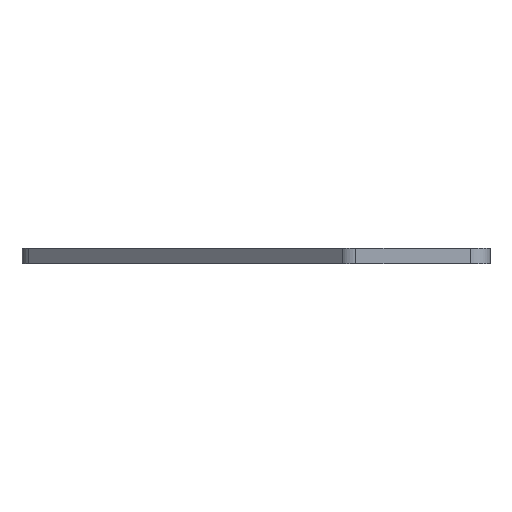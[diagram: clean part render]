
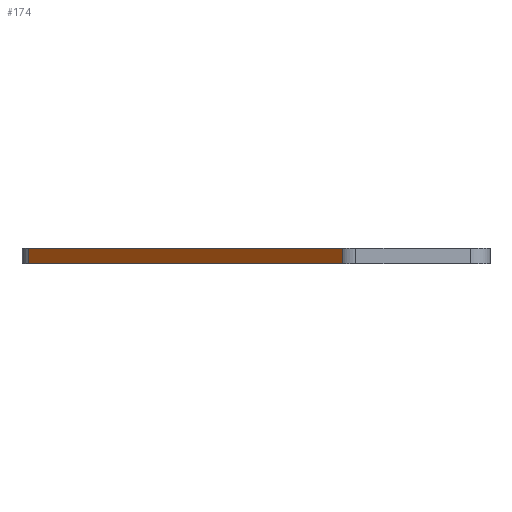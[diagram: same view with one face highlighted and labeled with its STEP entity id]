
A CAD part, left-side view. The second image highlights one B-rep face of the part: STEP entity #174.
In plain terms, the highlighted planar face has unit normal (-0.724, 0.69, 0).
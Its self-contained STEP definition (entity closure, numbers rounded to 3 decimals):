
#13 = ORIENTED_EDGE ( 'NONE', *, *, #1004, .T. ) ;
#50 = VECTOR ( 'NONE', #985, 1000. ) ;
#57 = DIRECTION ( 'NONE',  ( -0.724, 0.69, 0. ) ) ;
#143 = DIRECTION ( 'NONE',  ( -0.69, -0.724, 0. ) ) ;
#144 = CARTESIAN_POINT ( 'NONE',  ( -10.096, 59.724, 0. ) ) ;
#174 = ADVANCED_FACE ( 'NONE', ( #641 ), #795, .T. ) ;
#278 = EDGE_CURVE ( 'NONE', #596, #675, #923, .T. ) ;
#282 = DIRECTION ( 'NONE',  ( 0., 0., -1. ) ) ;
#317 = CARTESIAN_POINT ( 'NONE',  ( -47.81, 20.124, 0. ) ) ;
#386 = DIRECTION ( 'NONE',  ( 0., 0., 1. ) ) ;
#451 = EDGE_CURVE ( 'NONE', #596, #858, #467, .T. ) ;
#467 = LINE ( 'NONE', #790, #50 ) ;
#510 = ORIENTED_EDGE ( 'NONE', *, *, #278, .T. ) ;
#567 = AXIS2_PLACEMENT_3D ( 'NONE', #712, #57, #143 ) ;
#585 = VECTOR ( 'NONE', #282, 1000. ) ;
#587 = VECTOR ( 'NONE', #386, 1000. ) ;
#596 = VERTEX_POINT ( 'NONE', #860 ) ;
#641 = FACE_OUTER_BOUND ( 'NONE', #887, .T. ) ;
#650 = VECTOR ( 'NONE', #904, 1000. ) ;
#660 = CARTESIAN_POINT ( 'NONE',  ( -47.81, 20.124, 2. ) ) ;
#672 = LINE ( 'NONE', #813, #650 ) ;
#675 = VERTEX_POINT ( 'NONE', #144 ) ;
#712 = CARTESIAN_POINT ( 'NONE',  ( -9.357, 60.5, 0. ) ) ;
#748 = ORIENTED_EDGE ( 'NONE', *, *, #791, .T. ) ;
#764 = CARTESIAN_POINT ( 'NONE',  ( -10.096, 59.724, 0. ) ) ;
#790 = CARTESIAN_POINT ( 'NONE',  ( -9.357, 60.5, 2. ) ) ;
#791 = EDGE_CURVE ( 'NONE', #675, #912, #672, .T. ) ;
#795 = PLANE ( 'NONE',  #567 ) ;
#813 = CARTESIAN_POINT ( 'NONE',  ( -9.357, 60.5, 0. ) ) ;
#858 = VERTEX_POINT ( 'NONE', #660 ) ;
#860 = CARTESIAN_POINT ( 'NONE',  ( -10.096, 59.724, 2. ) ) ;
#887 = EDGE_LOOP ( 'NONE', ( #748, #13, #933, #510 ) ) ;
#904 = DIRECTION ( 'NONE',  ( -0.69, -0.724, 0. ) ) ;
#912 = VERTEX_POINT ( 'NONE', #986 ) ;
#923 = LINE ( 'NONE', #764, #585 ) ;
#933 = ORIENTED_EDGE ( 'NONE', *, *, #451, .F. ) ;
#985 = DIRECTION ( 'NONE',  ( -0.69, -0.724, 0. ) ) ;
#986 = CARTESIAN_POINT ( 'NONE',  ( -47.81, 20.124, 0. ) ) ;
#1004 = EDGE_CURVE ( 'NONE', #912, #858, #1055, .T. ) ;
#1055 = LINE ( 'NONE', #317, #587 ) ;
